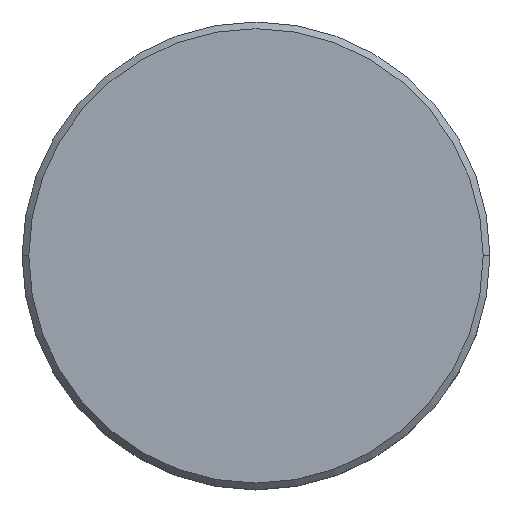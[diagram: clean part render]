
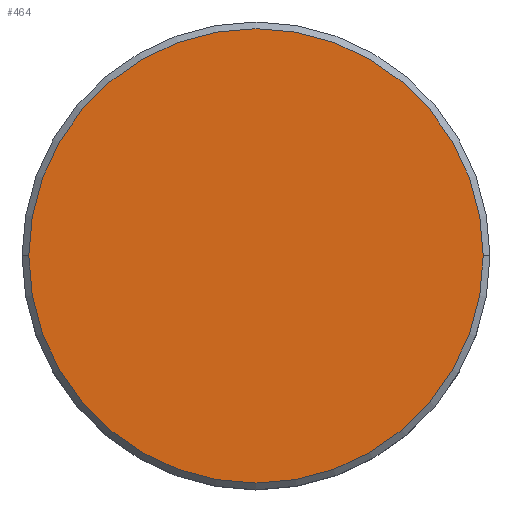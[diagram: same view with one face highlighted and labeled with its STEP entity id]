
A CAD part, top view. The second image highlights one B-rep face of the part: STEP entity #464.
In plain terms, the highlighted planar face has unit normal (0, 0, 1).
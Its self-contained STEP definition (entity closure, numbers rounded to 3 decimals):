
#14 = CARTESIAN_POINT ( 'NONE',  ( -17., 0., 0. ) ) ;
#15 = ORIENTED_EDGE ( 'NONE', *, *, #256, .T. ) ;
#17 = CIRCLE ( 'NONE', #342, 17. ) ;
#28 = DIRECTION ( 'NONE',  ( 1., 0., 0. ) ) ;
#51 = DIRECTION ( 'NONE',  ( 0., 0., 1. ) ) ;
#79 = EDGE_LOOP ( 'NONE', ( #15, #196 ) ) ;
#119 = VERTEX_POINT ( 'NONE', #14 ) ;
#190 = CARTESIAN_POINT ( 'NONE',  ( 0., 0., 0. ) ) ;
#193 = DIRECTION ( 'NONE',  ( 0., 0., 1. ) ) ;
#196 = ORIENTED_EDGE ( 'NONE', *, *, #376, .T. ) ;
#214 = CARTESIAN_POINT ( 'NONE',  ( 17., 0., 0. ) ) ;
#218 = DIRECTION ( 'NONE',  ( 0., 0., 1. ) ) ;
#239 = DIRECTION ( 'NONE',  ( 1., 0., 0. ) ) ;
#248 = AXIS2_PLACEMENT_3D ( 'NONE', #513, #51, #239 ) ;
#256 = EDGE_CURVE ( 'NONE', #119, #503, #434, .T. ) ;
#259 = AXIS2_PLACEMENT_3D ( 'NONE', #350, #218, #28 ) ;
#311 = PLANE ( 'NONE',  #259 ) ;
#342 = AXIS2_PLACEMENT_3D ( 'NONE', #190, #193, #472 ) ;
#350 = CARTESIAN_POINT ( 'NONE',  ( 0., 0., 0. ) ) ;
#360 = FACE_OUTER_BOUND ( 'NONE', #79, .T. ) ;
#376 = EDGE_CURVE ( 'NONE', #503, #119, #17, .T. ) ;
#434 = CIRCLE ( 'NONE', #248, 17. ) ;
#464 = ADVANCED_FACE ( 'NONE', ( #360 ), #311, .T. ) ;
#472 = DIRECTION ( 'NONE',  ( 1., 0., 0. ) ) ;
#503 = VERTEX_POINT ( 'NONE', #214 ) ;
#513 = CARTESIAN_POINT ( 'NONE',  ( 0., 0., 0. ) ) ;
